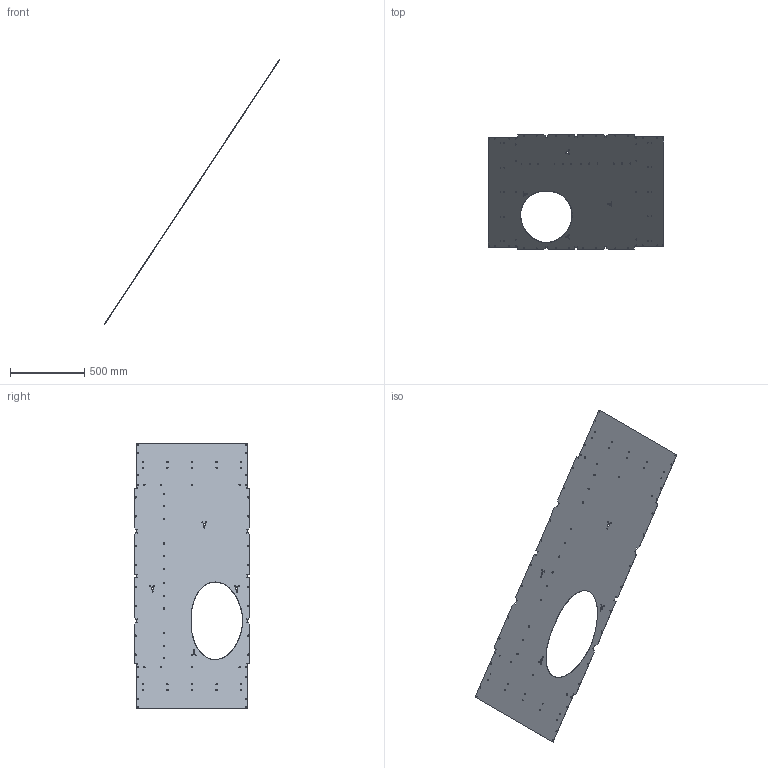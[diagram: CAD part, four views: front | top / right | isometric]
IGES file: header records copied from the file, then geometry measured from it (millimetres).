
Start section: SolidWorks IGES file using analytic representation for surfaces
Global section: file name: D1200313-v2_AdLIGO_AOS_SLC ACB BOX LEFT 1 HOLE SKIN (w PD)_FLAT PATTERN.IGS; native system: SolidWorks 2012; preprocessor: SolidWorks 2012; author: tnguyen; date: 120427.135243; units: inch
Bounding box: 1176.77 x 776.55 x 1777.04 mm (x, y, z)
Surface area: 2909736.8 mm2 (no closed solid volume)
Topology: 0 solids, 0 shells, 340 faces, 4701 edges, 4701 vertices
Faces by surface type: revolution 212, bspline 128
